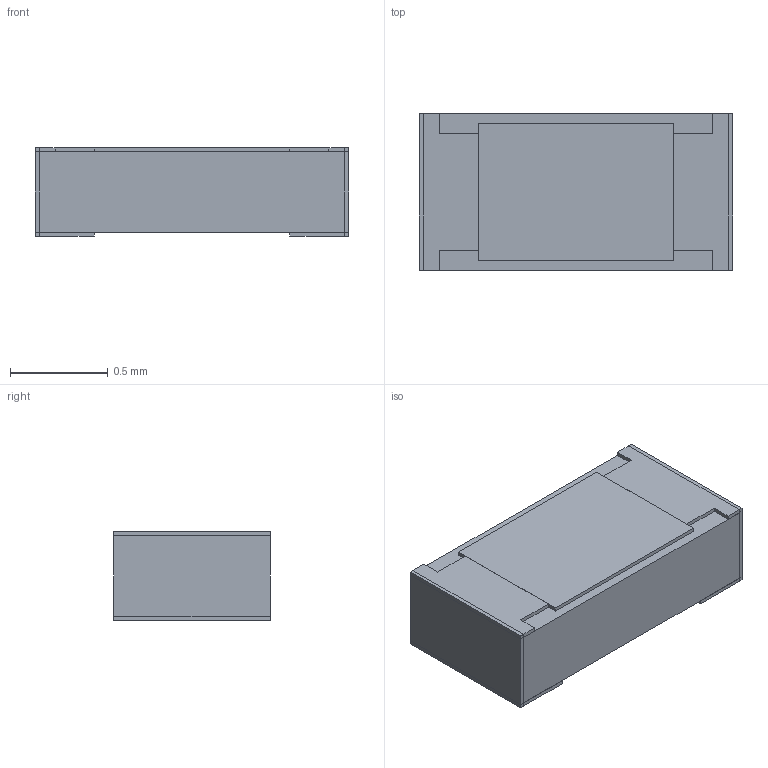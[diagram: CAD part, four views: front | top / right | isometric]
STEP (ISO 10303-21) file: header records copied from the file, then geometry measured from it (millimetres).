
FILE_DESCRIPTION (( 'STEP AP214' ), '1' );
FILE_NAME ('R0603.STEP', '2023-03-23T02:59:12', ( '' ), ( '' ), 'SwSTEP 2.0', 'SolidWorks 2019', '' );
FILE_SCHEMA (( 'AUTOMOTIVE_DESIGN' ));
Length unit declared in the file: millimetre
Products named in the file (7): solidTerminal3.stp; R0603; solidTerminal2.stp; solidTerminal1.stp; 986388.stp; solidTop.stp; solidBody.stp
Assembly tree (6 placements, depth 3):
  R0603
    986388.stp
      solidBody.stp
      solidTop.stp
      solidTerminal1.stp
      solidTerminal2.stp
      solidTerminal3.stp
Bounding box: 1.6 x 0.8 x 0.45 mm (x, y, z)
Volume: 0.6 mm3; surface area: 9.4 mm2
Topology: 8 solids, 8 shells, 56 faces, 120 edges, 80 vertices
Faces by surface type: plane 56
Entity records: 1779 total; most frequent: CARTESIAN_POINT 266, DIRECTION 252, ORIENTED_EDGE 240, EDGE_CURVE 120, VECTOR 120, LINE 120, VERTEX_POINT 80, AXIS2_PLACEMENT_3D 66
